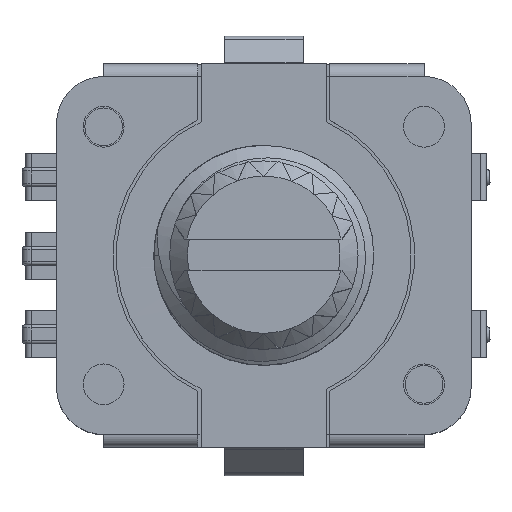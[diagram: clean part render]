
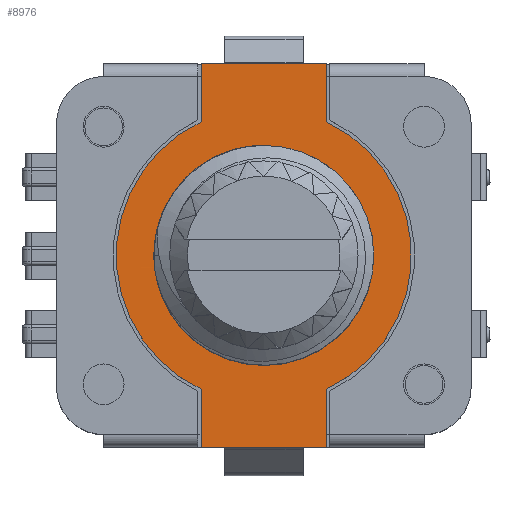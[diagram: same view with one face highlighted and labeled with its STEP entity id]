
A CAD part, top view. The second image highlights one B-rep face of the part: STEP entity #8976.
In plain terms, the highlighted planar face has unit normal (0, 0, 1).
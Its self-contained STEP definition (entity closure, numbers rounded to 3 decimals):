
#55=FACE_BOUND('',#1207,.T.);
#278=PLANE('',#9645);
#708=FACE_OUTER_BOUND('',#1206,.T.);
#1206=EDGE_LOOP('',(#7592,#7593,#7594,#7595,#7596,#7597,#7598,#7599));
#1207=EDGE_LOOP('',(#7600,#7601,#7602));
#1569=CIRCLE('',#9644,4.7);
#1570=CIRCLE('',#9646,4.7);
#1571=CIRCLE('',#9647,3.5);
#1572=CIRCLE('',#9648,3.5);
#1708=B_SPLINE_CURVE_WITH_KNOTS('',3,(#15203,#15204,#15205,#15206),
 .UNSPECIFIED.,.F.,.F.,(4,4),(0.,0.01),.UNSPECIFIED.);
#2476=LINE('',#15127,#3427);
#2480=LINE('',#15134,#3431);
#2483=LINE('',#15139,#3434);
#2506=LINE('',#15188,#3457);
#2507=LINE('',#15191,#3458);
#2509=LINE('',#15197,#3460);
#3427=VECTOR('',#11550,1.847);
#3431=VECTOR('',#11556,4.);
#3434=VECTOR('',#11561,1.847);
#3457=VECTOR('',#11606,4.);
#3458=VECTOR('',#11609,1.847);
#3460=VECTOR('',#11617,1.847);
#4274=VERTEX_POINT('',#15124);
#4275=VERTEX_POINT('',#15126);
#4276=VERTEX_POINT('',#15131);
#4278=VERTEX_POINT('',#15137);
#4292=VERTEX_POINT('',#15184);
#4293=VERTEX_POINT('',#15186);
#4294=VERTEX_POINT('',#15190);
#4295=VERTEX_POINT('',#15196);
#4296=VERTEX_POINT('',#15199);
#4297=VERTEX_POINT('',#15200);
#4298=VERTEX_POINT('',#15202);
#5428=EDGE_CURVE('',#4274,#4275,#2476,.T.);
#5432=EDGE_CURVE('',#4276,#4274,#2480,.T.);
#5435=EDGE_CURVE('',#4278,#4276,#2483,.T.);
#5461=EDGE_CURVE('',#4293,#4292,#2506,.T.);
#5462=EDGE_CURVE('',#4292,#4294,#2507,.T.);
#5464=EDGE_CURVE('',#4294,#4278,#1569,.T.);
#5465=EDGE_CURVE('',#4295,#4293,#2509,.T.);
#5466=EDGE_CURVE('',#4275,#4295,#1570,.T.);
#5467=EDGE_CURVE('',#4296,#4297,#1571,.T.);
#5468=EDGE_CURVE('',#4296,#4298,#1708,.T.);
#5469=EDGE_CURVE('',#4298,#4297,#1572,.T.);
#7592=ORIENTED_EDGE('',*,*,#5461,.F.);
#7593=ORIENTED_EDGE('',*,*,#5465,.F.);
#7594=ORIENTED_EDGE('',*,*,#5466,.F.);
#7595=ORIENTED_EDGE('',*,*,#5428,.F.);
#7596=ORIENTED_EDGE('',*,*,#5432,.F.);
#7597=ORIENTED_EDGE('',*,*,#5435,.F.);
#7598=ORIENTED_EDGE('',*,*,#5464,.F.);
#7599=ORIENTED_EDGE('',*,*,#5462,.F.);
#7600=ORIENTED_EDGE('',*,*,#5467,.F.);
#7601=ORIENTED_EDGE('',*,*,#5468,.T.);
#7602=ORIENTED_EDGE('',*,*,#5469,.T.);
#8976=ADVANCED_FACE('',(#708,#55),#278,.T.);
#9644=AXIS2_PLACEMENT_3D('',#15194,#11613,#11614);
#9645=AXIS2_PLACEMENT_3D('',#15195,#11615,#11616);
#9646=AXIS2_PLACEMENT_3D('',#15198,#11618,#11619);
#9647=AXIS2_PLACEMENT_3D('',#15201,#11620,#11621);
#9648=AXIS2_PLACEMENT_3D('',#15207,#11622,#11623);
#11550=DIRECTION('',(0.,1.,0.));
#11556=DIRECTION('',(-1.,0.,0.));
#11561=DIRECTION('',(0.,-1.,0.));
#11606=DIRECTION('',(1.,0.,0.));
#11609=DIRECTION('',(0.,-1.,0.));
#11613=DIRECTION('center_axis',(0.,0.,
-1.));
#11614=DIRECTION('ref_axis',(0.426,0.905,0.));
#11615=DIRECTION('center_axis',(0.,0.,
1.));
#11616=DIRECTION('ref_axis',(0.,1.,0.));
#11617=DIRECTION('',(0.,1.,0.));
#11618=DIRECTION('center_axis',(0.,0.,
-1.));
#11619=DIRECTION('ref_axis',(-0.426,-0.905,0.));
#11620=DIRECTION('center_axis',(0.,0.,
1.));
#11621=DIRECTION('ref_axis',(-0.995,-0.105,0.));
#11622=DIRECTION('center_axis',(0.,0.,
-1.));
#11623=DIRECTION('ref_axis',(-0.995,-0.105,0.));
#15124=CARTESIAN_POINT('',(-2.,-6.1,6.6));
#15126=CARTESIAN_POINT('',(-2.,-4.253,6.6));
#15127=CARTESIAN_POINT('',(-2.,-6.1,6.6));
#15131=CARTESIAN_POINT('',(2.,-6.1,6.6));
#15134=CARTESIAN_POINT('',(2.,-6.1,6.6));
#15137=CARTESIAN_POINT('',(2.,-4.253,6.6));
#15139=CARTESIAN_POINT('',(2.,-4.253,6.6));
#15184=CARTESIAN_POINT('',(2.,6.1,6.6));
#15186=CARTESIAN_POINT('',(-2.,6.1,6.6));
#15188=CARTESIAN_POINT('',(-2.,6.1,6.6));
#15190=CARTESIAN_POINT('',(2.,4.253,6.6));
#15191=CARTESIAN_POINT('',(2.,6.1,6.6));
#15194=CARTESIAN_POINT('Origin',(0.,0.,
6.6));
#15195=CARTESIAN_POINT('Origin',(0.,0.,
6.6));
#15196=CARTESIAN_POINT('',(-2.,4.253,6.6));
#15197=CARTESIAN_POINT('',(-2.,4.253,6.6));
#15198=CARTESIAN_POINT('Origin',(0.,0.,
6.6));
#15199=CARTESIAN_POINT('',(-3.477,-0.4,6.6));
#15200=CARTESIAN_POINT('',(-3.031,-1.75,6.601));
#15201=CARTESIAN_POINT('Origin',(0.,0.,
6.6));
#15202=CARTESIAN_POINT('',(-3.481,-0.366,6.599));
#15203=CARTESIAN_POINT('Ctrl Pts',(-3.477,-0.4,
6.6));
#15204=CARTESIAN_POINT('Ctrl Pts',(-3.478,-0.389,
6.6));
#15205=CARTESIAN_POINT('Ctrl Pts',(-3.48,-0.377,
6.6));
#15206=CARTESIAN_POINT('Ctrl Pts',(-3.481,-0.366,
6.599));
#15207=CARTESIAN_POINT('Origin',(0.,0.,
6.6));
